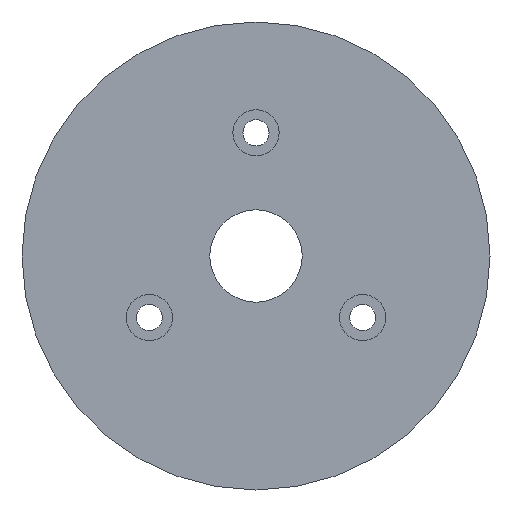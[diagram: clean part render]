
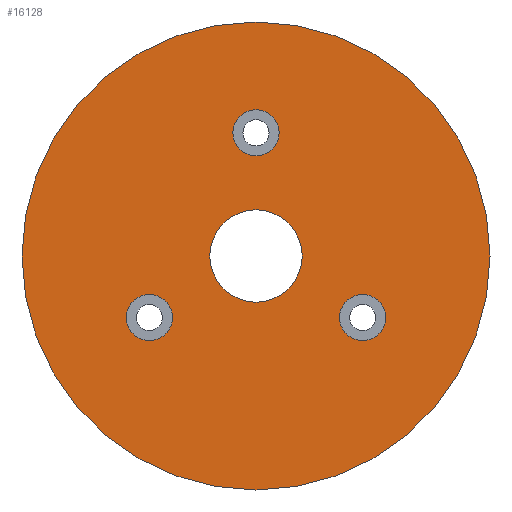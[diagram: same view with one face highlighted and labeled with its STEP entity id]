
A CAD part, front view. The second image highlights one B-rep face of the part: STEP entity #16128.
In plain terms, the highlighted planar face has unit normal (0, -1, 0).
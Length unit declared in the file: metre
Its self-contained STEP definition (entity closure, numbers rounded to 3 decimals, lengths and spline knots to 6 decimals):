
#293=PLANE('',#18056);
#7870=ORIENTED_EDGE('',*,*,#10331,.F.);
#7871=ORIENTED_EDGE('',*,*,#10332,.F.);
#7872=ORIENTED_EDGE('',*,*,#10333,.F.);
#7873=ORIENTED_EDGE('',*,*,#10334,.F.);
#7874=ORIENTED_EDGE('',*,*,#10330,.T.);
#10330=EDGE_CURVE('',#11967,#11967,#13064,.T.);
#10331=EDGE_CURVE('',#11968,#11968,#13065,.T.);
#10332=EDGE_CURVE('',#11969,#11969,#13066,.T.);
#10333=EDGE_CURVE('',#11970,#11970,#13067,.T.);
#10334=EDGE_CURVE('',#11971,#11971,#13068,.T.);
#11967=VERTEX_POINT('',#28154);
#11968=VERTEX_POINT('',#28157);
#11969=VERTEX_POINT('',#28159);
#11970=VERTEX_POINT('',#28161);
#11971=VERTEX_POINT('',#28163);
#13064=CIRCLE('',#18055,0.076);
#13065=CIRCLE('',#18057,0.0075);
#13066=CIRCLE('',#18058,0.0075);
#13067=CIRCLE('',#18059,0.0075);
#13068=CIRCLE('',#18060,0.015);
#13897=EDGE_LOOP('',(#7870));
#13898=EDGE_LOOP('',(#7871));
#13899=EDGE_LOOP('',(#7872));
#13900=EDGE_LOOP('',(#7873));
#13901=EDGE_LOOP('',(#7874));
#14743=FACE_BOUND('',#13897,.T.);
#14744=FACE_BOUND('',#13898,.T.);
#14745=FACE_BOUND('',#13899,.T.);
#14746=FACE_BOUND('',#13900,.T.);
#14747=FACE_BOUND('',#13901,.T.);
#16128=ADVANCED_FACE('',(#14743,#14744,#14745,#14746,#14747),#293,.T.);
#18055=AXIS2_PLACEMENT_3D('',#28153,#23234,#23235);
#18056=AXIS2_PLACEMENT_3D('',#28155,#23236,#23237);
#18057=AXIS2_PLACEMENT_3D('',#28156,#23238,#23239);
#18058=AXIS2_PLACEMENT_3D('',#28158,#23240,#23241);
#18059=AXIS2_PLACEMENT_3D('',#28160,#23242,#23243);
#18060=AXIS2_PLACEMENT_3D('',#28162,#23244,#23245);
#23234=DIRECTION('',(0.,-1.,0.));
#23235=DIRECTION('',(1.,0.,0.));
#23236=DIRECTION('',(0.,-1.,0.));
#23237=DIRECTION('',(1.,0.,0.));
#23238=DIRECTION('',(0.,-1.,0.));
#23239=DIRECTION('',(1.,0.,0.));
#23240=DIRECTION('',(0.,-1.,0.));
#23241=DIRECTION('',(1.,0.,0.));
#23242=DIRECTION('',(0.,-1.,0.));
#23243=DIRECTION('',(1.,0.,0.));
#23244=DIRECTION('',(0.,-1.,0.));
#23245=DIRECTION('',(1.,0.,0.));
#28153=CARTESIAN_POINT('',(0.,-0.0124,0.));
#28154=CARTESIAN_POINT('',(0.076,-0.0124,0.));
#28155=CARTESIAN_POINT('',(0.,-0.0124,0.));
#28156=CARTESIAN_POINT('',(0.,-0.0124,0.04));
#28157=CARTESIAN_POINT('',(0.0075,-0.0124,0.04));
#28158=CARTESIAN_POINT('',(0.034641,-0.0124,-0.02));
#28159=CARTESIAN_POINT('',(0.042141,-0.0124,-0.02));
#28160=CARTESIAN_POINT('',(-0.034641,-0.0124,-0.02));
#28161=CARTESIAN_POINT('',(-0.027141,-0.0124,-0.02));
#28162=CARTESIAN_POINT('',(0.,-0.0124,0.));
#28163=CARTESIAN_POINT('',(0.015,-0.0124,0.));
